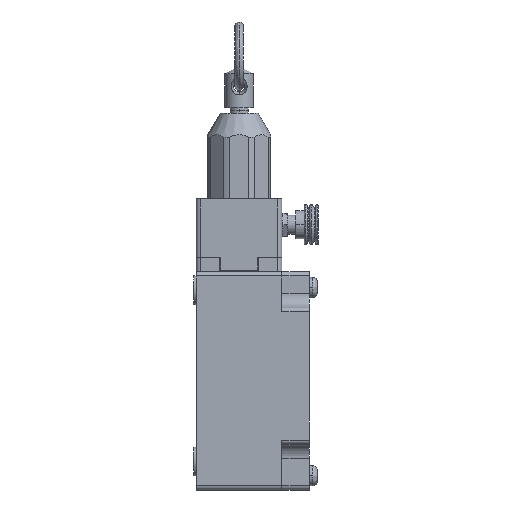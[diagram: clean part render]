
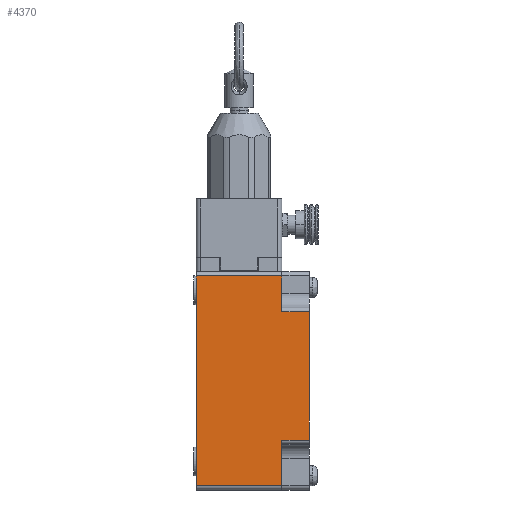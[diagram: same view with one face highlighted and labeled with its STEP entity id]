
A CAD part, left-side view. The second image highlights one B-rep face of the part: STEP entity #4370.
In plain terms, the highlighted planar face has unit normal (-1, 0, 0).
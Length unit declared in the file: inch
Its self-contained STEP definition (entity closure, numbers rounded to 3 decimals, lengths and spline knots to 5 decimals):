
#14 = CARTESIAN_POINT ( 'NONE',  ( -0.7874, -0.03937, 0. ) ) ;
#249 = VECTOR ( 'NONE', #2644, 39.37008 ) ;
#261 = DIRECTION ( 'NONE',  ( 0., 0., 1. ) ) ;
#435 = CARTESIAN_POINT ( 'NONE',  ( -0.7874, -0.03937, -1.25 ) ) ;
#454 = ORIENTED_EDGE ( 'NONE', *, *, #1975, .T. ) ;
#583 = CARTESIAN_POINT ( 'NONE',  ( -0.7874, -0.03937, -2.69685 ) ) ;
#594 = VERTEX_POINT ( 'NONE', #1162 ) ;
#619 = ORIENTED_EDGE ( 'NONE', *, *, #7335, .F. ) ;
#640 = CARTESIAN_POINT ( 'NONE',  ( -0.7874, -1.22047, -0.29528 ) ) ;
#854 = CARTESIAN_POINT ( 'NONE',  ( -0.7874, -0.03937, -1.25 ) ) ;
#1117 = CARTESIAN_POINT ( 'NONE',  ( -0.7874, -1.22047, -2.06693 ) ) ;
#1162 = CARTESIAN_POINT ( 'NONE',  ( -0.7874, -1.22047, 0.19685 ) ) ;
#1241 = VERTEX_POINT ( 'NONE', #2150 ) ;
#1368 = CARTESIAN_POINT ( 'NONE',  ( -0.7874, -0.03937, 0.19685 ) ) ;
#1443 = DIRECTION ( 'NONE',  ( -1., 0., 0. ) ) ;
#1757 = VECTOR ( 'NONE', #7701, 39.37008 ) ;
#1811 = DIRECTION ( 'NONE',  ( 0., 1., 0. ) ) ;
#1975 = EDGE_CURVE ( 'NONE', #7708, #7546, #5073, .T. ) ;
#1978 = ORIENTED_EDGE ( 'NONE', *, *, #5640, .T. ) ;
#2057 = CARTESIAN_POINT ( 'NONE',  ( -0.7874, -0.03937, -2.06693 ) ) ;
#2150 = CARTESIAN_POINT ( 'NONE',  ( -0.7874, -0.03937, -2.69685 ) ) ;
#2181 = ORIENTED_EDGE ( 'NONE', *, *, #6748, .T. ) ;
#2212 = VECTOR ( 'NONE', #7743, 39.37008 ) ;
#2260 = ORIENTED_EDGE ( 'NONE', *, *, #4313, .T. ) ;
#2434 = AXIS2_PLACEMENT_3D ( 'NONE', #7598, #1443, #261 ) ;
#2465 = EDGE_CURVE ( 'NONE', #1241, #7525, #6986, .T. ) ;
#2479 = FACE_OUTER_BOUND ( 'NONE', #5932, .T. ) ;
#2644 = DIRECTION ( 'NONE',  ( 0., -1., 0. ) ) ;
#2758 = VECTOR ( 'NONE', #4997, 39.37008 ) ;
#2871 = CARTESIAN_POINT ( 'NONE',  ( -0.7874, -0.03937, -1.25 ) ) ;
#2936 = EDGE_CURVE ( 'NONE', #5112, #1241, #6119, .T. ) ;
#2988 = VERTEX_POINT ( 'NONE', #640 ) ;
#3037 = EDGE_CURVE ( 'NONE', #594, #3383, #5056, .T. ) ;
#3383 = VERTEX_POINT ( 'NONE', #4806 ) ;
#3480 = ORIENTED_EDGE ( 'NONE', *, *, #2936, .F. ) ;
#3497 = ORIENTED_EDGE ( 'NONE', *, *, #4035, .F. ) ;
#3908 = CARTESIAN_POINT ( 'NONE',  ( -0.7874, -1.22047, -2.75591 ) ) ;
#4022 = CARTESIAN_POINT ( 'NONE',  ( -0.7874, -1.22047, -2.69685 ) ) ;
#4035 = EDGE_CURVE ( 'NONE', #7525, #6883, #6204, .T. ) ;
#4040 = VERTEX_POINT ( 'NONE', #5304 ) ;
#4103 = VECTOR ( 'NONE', #4950, 39.37008 ) ;
#4272 = VECTOR ( 'NONE', #4727, 39.37008 ) ;
#4313 = EDGE_CURVE ( 'NONE', #5112, #7708, #6574, .T. ) ;
#4324 = DIRECTION ( 'NONE',  ( 0., 1., 0. ) ) ;
#4370 = ADVANCED_FACE ( 'NONE', ( #2479 ), #5700, .T. ) ;
#4609 = ORIENTED_EDGE ( 'NONE', *, *, #3037, .T. ) ;
#4727 = DIRECTION ( 'NONE',  ( 0., 0., 1. ) ) ;
#4744 = VECTOR ( 'NONE', #5682, 39.37008 ) ;
#4806 = CARTESIAN_POINT ( 'NONE',  ( -0.7874, -0.03937, 0.19685 ) ) ;
#4831 = CARTESIAN_POINT ( 'NONE',  ( -0.7874, -0.03937, -2.3622 ) ) ;
#4950 = DIRECTION ( 'NONE',  ( 0., 0., 1. ) ) ;
#4997 = DIRECTION ( 'NONE',  ( 0., 0., 1. ) ) ;
#5056 = LINE ( 'NONE', #1368, #7739 ) ;
#5073 = LINE ( 'NONE', #2057, #249 ) ;
#5112 = VERTEX_POINT ( 'NONE', #4022 ) ;
#5287 = ORIENTED_EDGE ( 'NONE', *, *, #2465, .F. ) ;
#5304 = CARTESIAN_POINT ( 'NONE',  ( -0.7874, -1.59449, -0.29528 ) ) ;
#5532 = LINE ( 'NONE', #435, #2212 ) ;
#5537 = VECTOR ( 'NONE', #1811, 39.37008 ) ;
#5597 = DIRECTION ( 'NONE',  ( 0., 0., 1. ) ) ;
#5603 = CARTESIAN_POINT ( 'NONE',  ( -0.7874, -1.59449, -2.75591 ) ) ;
#5640 = EDGE_CURVE ( 'NONE', #2988, #594, #6030, .T. ) ;
#5682 = DIRECTION ( 'NONE',  ( 0., 0., 1. ) ) ;
#5700 = PLANE ( 'NONE',  #2434 ) ;
#5749 = VECTOR ( 'NONE', #5597, 39.37008 ) ;
#5932 = EDGE_LOOP ( 'NONE', ( #619, #3497, #5287, #3480, #2260, #454, #6728, #2181, #1978, #4609 ) ) ;
#6030 = LINE ( 'NONE', #3908, #5749 ) ;
#6119 = LINE ( 'NONE', #583, #5537 ) ;
#6204 = LINE ( 'NONE', #2871, #4272 ) ;
#6249 = CARTESIAN_POINT ( 'NONE',  ( -0.7874, -0.03937, -0.29528 ) ) ;
#6327 = LINE ( 'NONE', #6249, #1757 ) ;
#6358 = EDGE_CURVE ( 'NONE', #7546, #4040, #7487, .T. ) ;
#6574 = LINE ( 'NONE', #7449, #2758 ) ;
#6728 = ORIENTED_EDGE ( 'NONE', *, *, #6358, .T. ) ;
#6748 = EDGE_CURVE ( 'NONE', #4040, #2988, #6327, .T. ) ;
#6764 = CARTESIAN_POINT ( 'NONE',  ( -0.7874, -1.59449, -2.06693 ) ) ;
#6883 = VERTEX_POINT ( 'NONE', #14 ) ;
#6986 = LINE ( 'NONE', #854, #4744 ) ;
#7335 = EDGE_CURVE ( 'NONE', #6883, #3383, #5532, .T. ) ;
#7449 = CARTESIAN_POINT ( 'NONE',  ( -0.7874, -1.22047, -2.75591 ) ) ;
#7487 = LINE ( 'NONE', #5603, #4103 ) ;
#7525 = VERTEX_POINT ( 'NONE', #4831 ) ;
#7546 = VERTEX_POINT ( 'NONE', #6764 ) ;
#7598 = CARTESIAN_POINT ( 'NONE',  ( -0.7874, -0.03937, -2.75591 ) ) ;
#7701 = DIRECTION ( 'NONE',  ( 0., 1., 0. ) ) ;
#7708 = VERTEX_POINT ( 'NONE', #1117 ) ;
#7739 = VECTOR ( 'NONE', #4324, 39.37008 ) ;
#7743 = DIRECTION ( 'NONE',  ( 0., 0., 1. ) ) ;
